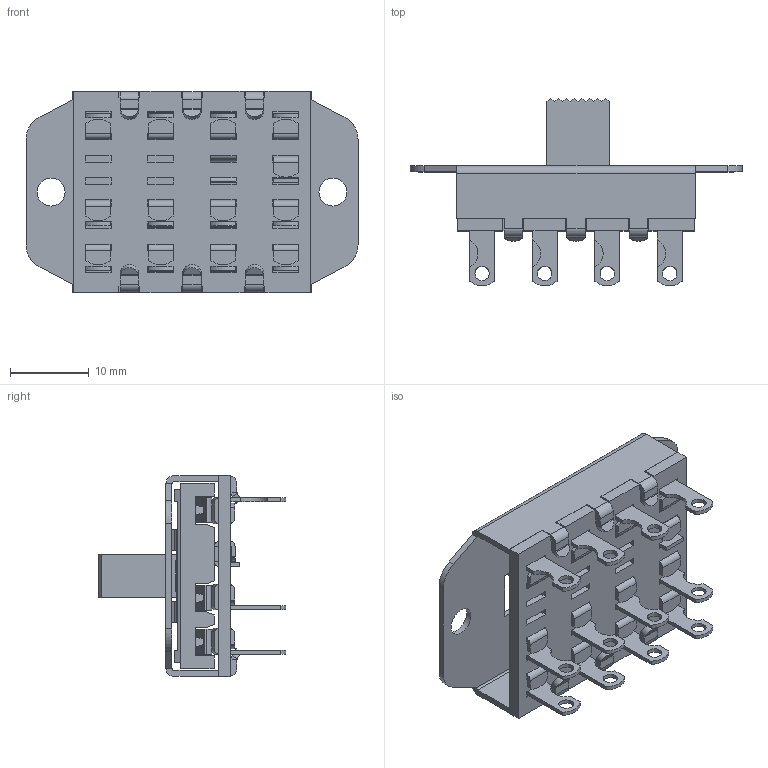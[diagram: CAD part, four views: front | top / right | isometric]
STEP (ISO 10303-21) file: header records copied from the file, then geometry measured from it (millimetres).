
FILE_DESCRIPTION(/* description */ (''),/* implementation_level */ '2;1');
FILE_NAME(/* name */ 'G-337S-0000_3D MODEL.stp',/* time_stamp */ '2023-09-25T11:41:38-04:00',/* author */ ('dwiltbank'),/* organization */ (''),/* preprocessor_version */ 'ST-DEVELOPER v19.2',/* originating_system */ 'Autodesk Inventor 2024',/* authorisation */ '');
FILE_SCHEMA (('AUTOMOTIVE_DESIGN { 1 0 10303 214 3 1 1 }'));
Length unit declared in the file: inch
Products named in the file (1): G-337S-0000_Simplify_1
Bounding box: 42.06 x 23.76 x 25.5 mm (x, y, z)
Volume: 4079.1 mm3; surface area: 8190.8 mm2
Topology: 1 solids, 1 shells, 996 faces, 2980 edges, 1909 vertices
Faces by surface type: plane 708, cylinder 237, bspline 25, sphere 24, cone 2
Full cylindrical faces by diameter (mm): 1.397 x2, 1.727 x6, 1.829 x12, 3.175 x1, 3.556 x2
Entity records: 34866 total; most frequent: CARTESIAN_POINT 6498, ORIENTED_EDGE 5960, DIRECTION 5361, EDGE_CURVE 2980, LINE 2391, VECTOR 2391, VERTEX_POINT 1909, AXIS2_PLACEMENT_3D 1485
